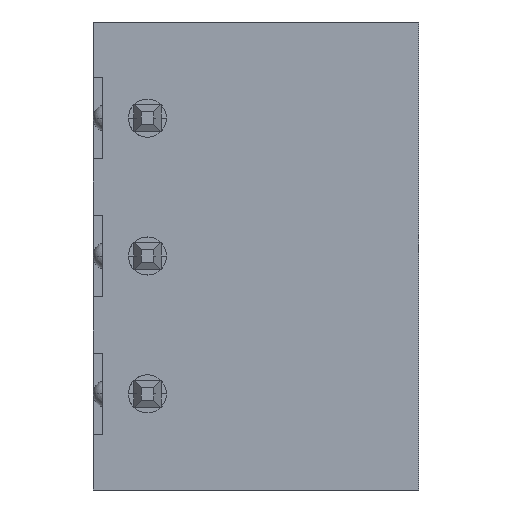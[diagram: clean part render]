
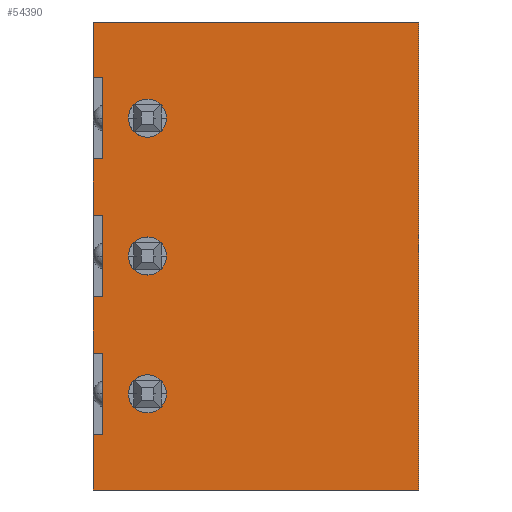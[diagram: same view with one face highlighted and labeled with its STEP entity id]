
A CAD part, front view. The second image highlights one B-rep face of the part: STEP entity #54390.
In plain terms, the highlighted planar face has unit normal (0, -1, 0).
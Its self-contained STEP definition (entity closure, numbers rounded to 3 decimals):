
#8300=CARTESIAN_POINT('',(37.927,37.773,
   -10.16));
#8310=VERTEX_POINT('',#8300);
#8340=CARTESIAN_POINT('',(38.627,37.773,
   -10.16));
#8350=DIRECTION('',(0.,-1.,
   0.));
#8360=DIRECTION('',(1.,0.,
   0.));
#8370=AXIS2_PLACEMENT_3D('',#8340,#8350,#8360);
#8380=CIRCLE('',#8370,0.7);
#8390=CARTESIAN_POINT('',(39.327,37.773,
   -10.16));
#8400=VERTEX_POINT('',#8390);
#8410=EDGE_CURVE('',#8400,#8310,#8380,.T.);
#14920=CARTESIAN_POINT('',(36.977,37.773
   ,-11.66));
#14930=VERTEX_POINT('',#14920);
#14980=CARTESIAN_POINT('',(0.,37.773
   ,-11.66));
#14990=DIRECTION('',(1.,0.,
   0.));
#15000=VECTOR('',#14990,1.);
#15010=LINE('',#14980,#15000);
#15020=CARTESIAN_POINT('',(36.627,37.773
   ,-11.66));
#15030=VERTEX_POINT('',#15020);
#15040=EDGE_CURVE('',#15030,#14930,#15010,.T.);
#16160=EDGE_CURVE('',#8310,#8400,#8380,.T.);
#16340=CARTESIAN_POINT('',(0.,37.773
   ,3.54));
#16350=DIRECTION('',(-1.,0.,
   0.));
#16360=VECTOR('',#16350,1.);
#16370=LINE('',#16340,#16360);
#16380=CARTESIAN_POINT('',(48.627,37.773
   ,3.54));
#16390=VERTEX_POINT('',#16380);
#16400=CARTESIAN_POINT('',(36.627,37.773
   ,3.54));
#16410=VERTEX_POINT('',#16400);
#16420=EDGE_CURVE('',#16390,#16410,#16370,.T.);
#25560=CARTESIAN_POINT('',(36.627,37.773
   ,1.5));
#25570=VERTEX_POINT('',#25560);
#25600=CARTESIAN_POINT('',(0.,37.773
   ,1.5));
#25610=DIRECTION('',(1.,0.,
   0.));
#25620=VECTOR('',#25610,1.);
#25630=LINE('',#25600,#25620);
#25640=CARTESIAN_POINT('',(36.977,37.773
   ,1.5));
#25650=VERTEX_POINT('',#25640);
#25660=EDGE_CURVE('',#25570,#25650,#25630,.T.);
#30480=CARTESIAN_POINT('',(36.977,37.773
   ,0.));
#30490=DIRECTION('',(0.,0.,
   -1.));
#30500=VECTOR('',#30490,1.);
#30510=LINE('',#30480,#30500);
#30520=CARTESIAN_POINT('',(36.977,37.773
   ,-1.5));
#30530=VERTEX_POINT('',#30520);
#30540=EDGE_CURVE('',#25650,#30530,#30510,.T.);
#31800=CARTESIAN_POINT('',(36.627,37.773
   ,-8.66));
#31810=VERTEX_POINT('',#31800);
#31840=CARTESIAN_POINT('',(0.,37.773
   ,-8.66));
#31850=DIRECTION('',(-1.,0.,
   0.));
#31860=VECTOR('',#31850,1.);
#31870=LINE('',#31840,#31860);
#31880=CARTESIAN_POINT('',(36.977,37.773
   ,-8.66));
#31890=VERTEX_POINT('',#31880);
#31900=EDGE_CURVE('',#31890,#31810,#31870,.T.);
#32170=CARTESIAN_POINT('',(39.327,37.773
   ,0.));
#32180=VERTEX_POINT('',#32170);
#32300=CARTESIAN_POINT('',(37.927,37.773
   ,0.));
#32310=VERTEX_POINT('',#32300);
#32340=CARTESIAN_POINT('',(38.627,37.773
   ,0.));
#32350=DIRECTION('',(0.,-1.,
   0.));
#32360=DIRECTION('',(1.,0.,
   0.));
#32370=AXIS2_PLACEMENT_3D('',#32340,#32350,#32360);
#32380=CIRCLE('',#32370,0.7);
#32390=EDGE_CURVE('',#32180,#32310,#32380,.T.);
#32700=CARTESIAN_POINT('',(36.627,37.773
   ,-3.58));
#32710=VERTEX_POINT('',#32700);
#32740=CARTESIAN_POINT('',(0.,37.773
   ,-3.58));
#32750=DIRECTION('',(-1.,0.,
   0.));
#32760=VECTOR('',#32750,1.);
#32770=LINE('',#32740,#32760);
#32780=CARTESIAN_POINT('',(36.977,37.773
   ,-3.58));
#32790=VERTEX_POINT('',#32780);
#32800=EDGE_CURVE('',#32790,#32710,#32770,.T.);
#38970=CARTESIAN_POINT('',(36.627,37.773
   ,-5.16));
#38980=DIRECTION('',(0.,0.,
   -1.));
#38990=VECTOR('',#38980,1.);
#39000=LINE('',#38970,#38990);
#39010=CARTESIAN_POINT('',(36.627,37.773
   ,-13.7));
#39020=VERTEX_POINT('',#39010);
#39030=EDGE_CURVE('',#15030,#39020,#39000,.T.);
#39130=CARTESIAN_POINT('',(36.627,37.773
   ,0.));
#39140=DIRECTION('',(0.,0.,
   -1.));
#39150=VECTOR('',#39140,1.);
#39160=LINE('',#39130,#39150);
#39170=EDGE_CURVE('',#16410,#25570,#39160,.T.);
#39320=CARTESIAN_POINT('',(36.627,37.773
   ,-1.5));
#39330=VERTEX_POINT('',#39320);
#39360=CARTESIAN_POINT('',(36.627,37.773
   ,0.));
#39370=DIRECTION('',(0.,0.,
   1.));
#39380=VECTOR('',#39370,1.);
#39390=LINE('',#39360,#39380);
#39400=EDGE_CURVE('',#32710,#39330,#39390,.T.);
#39550=CARTESIAN_POINT('',(36.627,37.773
   ,-6.58));
#39560=VERTEX_POINT('',#39550);
#39590=CARTESIAN_POINT('',(36.627,37.773
   ,-5.08));
#39600=DIRECTION('',(0.,0.,
   1.));
#39610=VECTOR('',#39600,1.);
#39620=LINE('',#39590,#39610);
#39630=EDGE_CURVE('',#31810,#39560,#39620,.T.);
#40690=CARTESIAN_POINT('',(48.627,37.773
   ,-13.7));
#40700=VERTEX_POINT('',#40690);
#40730=CARTESIAN_POINT('',(48.627,37.773
   ,-5.08));
#40740=DIRECTION('',(0.,0.,
   -1.));
#40750=VECTOR('',#40740,1.);
#40760=LINE('',#40730,#40750);
#40770=EDGE_CURVE('',#16390,#40700,#40760,.T.);
#41420=CARTESIAN_POINT('',(36.977,37.773
   ,-5.16));
#41430=DIRECTION('',(0.,0.,
   -1.));
#41440=VECTOR('',#41430,1.);
#41450=LINE('',#41420,#41440);
#41460=EDGE_CURVE('',#31890,#14930,#41450,.T.);
#53700=CARTESIAN_POINT('',(38.127,37.773
   ,-0.08));
#53710=DIRECTION('',(0.,-1.,
   0.));
#53720=DIRECTION('',(-1.,0.,
   0.));
#53730=AXIS2_PLACEMENT_3D('',#53700,#53710,#53720);
#53740=PLANE('',#53730);
#53750=EDGE_CURVE('',#32310,#32180,#32380,.T.);
#53760=ORIENTED_EDGE('',*,*,#53750,.F.);
#53770=ORIENTED_EDGE('',*,*,#32390,.F.);
#53780=EDGE_LOOP('',(#53770,#53760));
#53790=FACE_BOUND('',#53780,.T.);
#53800=ORIENTED_EDGE('',*,*,#31900,.F.);
#53810=ORIENTED_EDGE('',*,*,#39630,.F.);
#53820=CARTESIAN_POINT('',(0.,37.773
   ,-6.58));
#53830=DIRECTION('',(1.,0.,
   0.));
#53840=VECTOR('',#53830,1.);
#53850=LINE('',#53820,#53840);
#53860=CARTESIAN_POINT('',(36.977,37.773
   ,-6.58));
#53870=VERTEX_POINT('',#53860);
#53880=EDGE_CURVE('',#39560,#53870,#53850,.T.);
#53890=ORIENTED_EDGE('',*,*,#53880,.F.);
#53900=CARTESIAN_POINT('',(36.977,37.773
   ,-5.08));
#53910=DIRECTION('',(0.,0.,
   -1.));
#53920=VECTOR('',#53910,1.);
#53930=LINE('',#53900,#53920);
#53940=EDGE_CURVE('',#32790,#53870,#53930,.T.);
#53950=ORIENTED_EDGE('',*,*,#53940,.T.);
#53960=ORIENTED_EDGE('',*,*,#32800,.F.);
#53970=ORIENTED_EDGE('',*,*,#39400,.F.);
#53980=CARTESIAN_POINT('',(0.,37.773
   ,-1.5));
#53990=DIRECTION('',(1.,0.,
   0.));
#54000=VECTOR('',#53990,1.);
#54010=LINE('',#53980,#54000);
#54020=EDGE_CURVE('',#39330,#30530,#54010,.T.);
#54030=ORIENTED_EDGE('',*,*,#54020,.F.);
#54040=ORIENTED_EDGE('',*,*,#30540,.T.);
#54050=ORIENTED_EDGE('',*,*,#25660,.T.);
#54060=ORIENTED_EDGE('',*,*,#39170,.T.);
#54070=ORIENTED_EDGE('',*,*,#16420,.T.);
#54080=ORIENTED_EDGE('',*,*,#40770,.F.);
#54090=CARTESIAN_POINT('',(0.,37.773
   ,-13.7));
#54100=DIRECTION('',(-1.,0.,
   0.));
#54110=VECTOR('',#54100,1.);
#54120=LINE('',#54090,#54110);
#54130=EDGE_CURVE('',#40700,#39020,#54120,.T.);
#54140=ORIENTED_EDGE('',*,*,#54130,.F.);
#54150=ORIENTED_EDGE('',*,*,#39030,.T.);
#54160=ORIENTED_EDGE('',*,*,#15040,.F.);
#54170=ORIENTED_EDGE('',*,*,#41460,.T.);
#54180=EDGE_LOOP('',(#54170,#54160,#54150,#54140,#54080,#54070,#54060,
   #54050,#54040,#54030,#53970,#53960,#53950,#53890,#53810,#53800));
#54190=FACE_OUTER_BOUND('',#54180,.T.);
#54200=CARTESIAN_POINT('',(38.627,37.773
   ,-5.08));
#54210=DIRECTION('',(0.,-1.,
   0.));
#54220=DIRECTION('',(1.,0.,
   0.));
#54230=AXIS2_PLACEMENT_3D('',#54200,#54210,#54220);
#54240=CIRCLE('',#54230,0.7);
#54250=CARTESIAN_POINT('',(39.327,37.773
   ,-5.08));
#54260=VERTEX_POINT('',#54250);
#54270=CARTESIAN_POINT('',(37.927,37.773
   ,-5.08));
#54280=VERTEX_POINT('',#54270);
#54290=EDGE_CURVE('',#54260,#54280,#54240,.T.);
#54300=ORIENTED_EDGE('',*,*,#54290,.F.);
#54310=EDGE_CURVE('',#54280,#54260,#54240,.T.);
#54320=ORIENTED_EDGE('',*,*,#54310,.F.);
#54330=EDGE_LOOP('',(#54320,#54300));
#54340=FACE_BOUND('',#54330,.T.);
#54350=ORIENTED_EDGE('',*,*,#16160,.F.);
#54360=ORIENTED_EDGE('',*,*,#8410,.F.);
#54370=EDGE_LOOP('',(#54360,#54350));
#54380=FACE_BOUND('',#54370,.T.);
#54390=ADVANCED_FACE('',(#53790,#54190,#54340,#54380),#53740,.T.);
